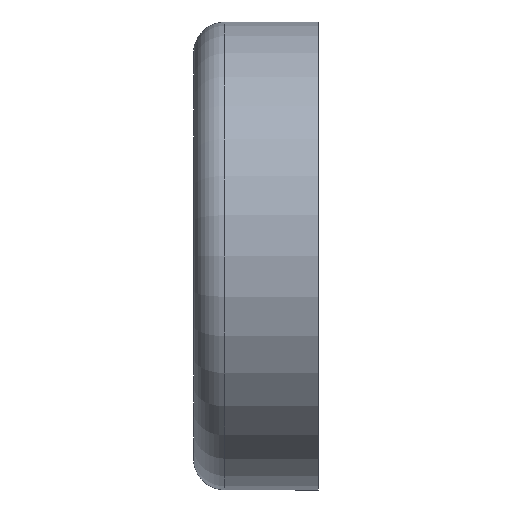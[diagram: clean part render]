
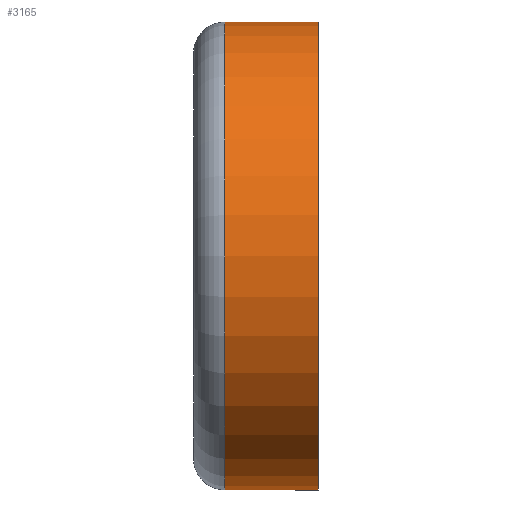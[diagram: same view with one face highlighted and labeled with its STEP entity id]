
A CAD part, left-side view. The second image highlights one B-rep face of the part: STEP entity #3165.
In plain terms, the highlighted cylindrical face has radius 22.5 mm (diameter 45 mm), a partial arc.
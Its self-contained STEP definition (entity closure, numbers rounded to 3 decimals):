
#600 = DIRECTION ( 'NONE',  ( 0., -1., 0. ) ) ;
#1296 = CARTESIAN_POINT ( 'NONE',  ( 0., 0., 22.5 ) ) ;
#1670 = VERTEX_POINT ( 'NONE', #10815 ) ;
#1828 = DIRECTION ( 'NONE',  ( 0., 0., -1. ) ) ;
#3165 = ADVANCED_FACE ( 'NONE', ( #15308 ), #9497, .T. ) ;
#3205 = CARTESIAN_POINT ( 'NONE',  ( 0., 0., -22.5 ) ) ;
#3208 = CIRCLE ( 'NONE', #11960, 22.5 ) ;
#3771 = AXIS2_PLACEMENT_3D ( 'NONE', #15059, #11018, #11242 ) ;
#3813 = CARTESIAN_POINT ( 'NONE',  ( 0., 0., 0. ) ) ;
#3902 = CARTESIAN_POINT ( 'NONE',  ( 0., 0., -22.5 ) ) ;
#4410 = AXIS2_PLACEMENT_3D ( 'NONE', #3813, #7978, #9064 ) ;
#4879 = VERTEX_POINT ( 'NONE', #3902 ) ;
#6213 = ORIENTED_EDGE ( 'NONE', *, *, #8207, .F. ) ;
#6302 = EDGE_LOOP ( 'NONE', ( #16993, #9116, #7845, #6213 ) ) ;
#7025 = EDGE_CURVE ( 'NONE', #12911, #1670, #7799, .T. ) ;
#7799 = LINE ( 'NONE', #1296, #8829 ) ;
#7845 = ORIENTED_EDGE ( 'NONE', *, *, #9139, .T. ) ;
#7978 = DIRECTION ( 'NONE',  ( 0., -1., 0. ) ) ;
#7990 = CIRCLE ( 'NONE', #4410, 22.5 ) ;
#8207 = EDGE_CURVE ( 'NONE', #1670, #4879, #7990, .T. ) ;
#8829 = VECTOR ( 'NONE', #12053, 1000. ) ;
#8908 = CARTESIAN_POINT ( 'NONE',  ( 0., 9., 22.5 ) ) ;
#9064 = DIRECTION ( 'NONE',  ( 0., 0., -1. ) ) ;
#9087 = EDGE_CURVE ( 'NONE', #12911, #16257, #3208, .T. ) ;
#9116 = ORIENTED_EDGE ( 'NONE', *, *, #9087, .T. ) ;
#9139 = EDGE_CURVE ( 'NONE', #16257, #4879, #10431, .T. ) ;
#9390 = VECTOR ( 'NONE', #15227, 1000. ) ;
#9497 = CYLINDRICAL_SURFACE ( 'NONE', #3771, 22.5 ) ;
#10301 = CARTESIAN_POINT ( 'NONE',  ( 0., 9., -22.5 ) ) ;
#10431 = LINE ( 'NONE', #3205, #9390 ) ;
#10815 = CARTESIAN_POINT ( 'NONE',  ( 0., 0., 22.5 ) ) ;
#11018 = DIRECTION ( 'NONE',  ( 0., -1., 0. ) ) ;
#11242 = DIRECTION ( 'NONE',  ( 0., 0., -1. ) ) ;
#11960 = AXIS2_PLACEMENT_3D ( 'NONE', #12476, #600, #1828 ) ;
#12053 = DIRECTION ( 'NONE',  ( 0., -1., 0. ) ) ;
#12476 = CARTESIAN_POINT ( 'NONE',  ( 0., 9., 0. ) ) ;
#12911 = VERTEX_POINT ( 'NONE', #8908 ) ;
#15059 = CARTESIAN_POINT ( 'NONE',  ( 0., 0., 0. ) ) ;
#15227 = DIRECTION ( 'NONE',  ( 0., -1., 0. ) ) ;
#15308 = FACE_OUTER_BOUND ( 'NONE', #6302, .T. ) ;
#16257 = VERTEX_POINT ( 'NONE', #10301 ) ;
#16993 = ORIENTED_EDGE ( 'NONE', *, *, #7025, .F. ) ;
